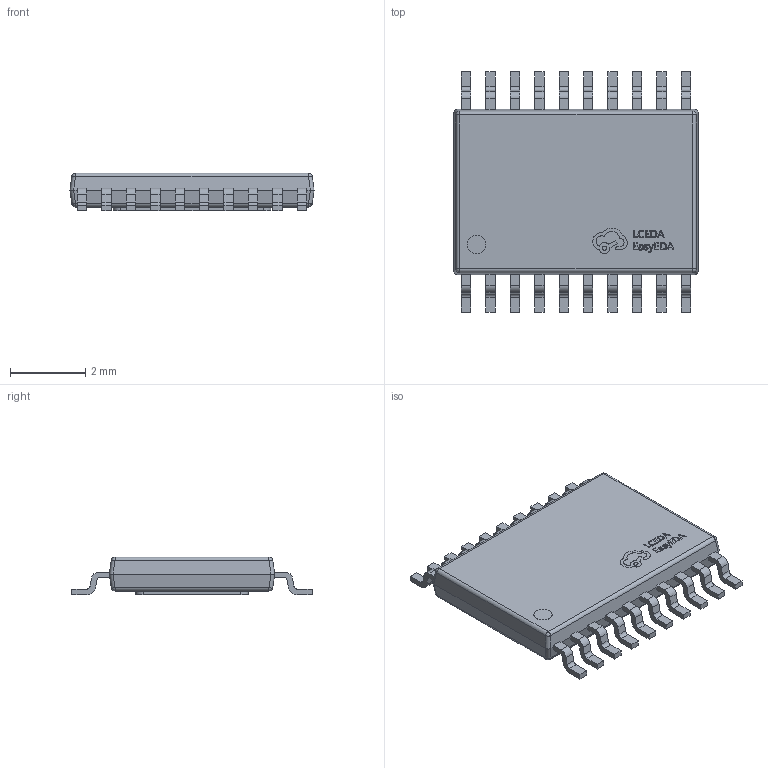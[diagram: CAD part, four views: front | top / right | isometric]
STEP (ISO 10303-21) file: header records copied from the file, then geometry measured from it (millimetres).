
FILE_DESCRIPTION (( 'STEP AP214' ), '1' );
FILE_NAME ('HTSSOP-20_L6.5-W4.4-P0.65-LS6.4-BL-EP-3.step', '2022-07-26T09:50:41', ( '' ), ( '' ), 'SwSTEP 2.0', 'SolidWorks 2020', '' );
FILE_SCHEMA (( 'AUTOMOTIVE_DESIGN' ));
Length unit declared in the file: millimetre
Products named in the file (1): HTSSOP-20_L6.5-W4.4-P0.65-LS6.4-BL-EP-3
Bounding box: 6.5 x 6.4 x 1 mm (x, y, z)
Volume: 27.3 mm3; surface area: 95.6 mm2
Topology: 14 solids, 14 shells, 596 faces, 1645 edges, 1086 vertices
Faces by surface type: plane 374, bspline 112, cylinder 102, sphere 8
Entity records: 26772 total; most frequent: CARTESIAN_POINT 5444, ORIENTED_EDGE 3290, DIRECTION 2579, EDGE_CURVE 1645, VECTOR 1217, LINE 1217, VERTEX_POINT 1086, AXIS2_PLACEMENT_3D 681
